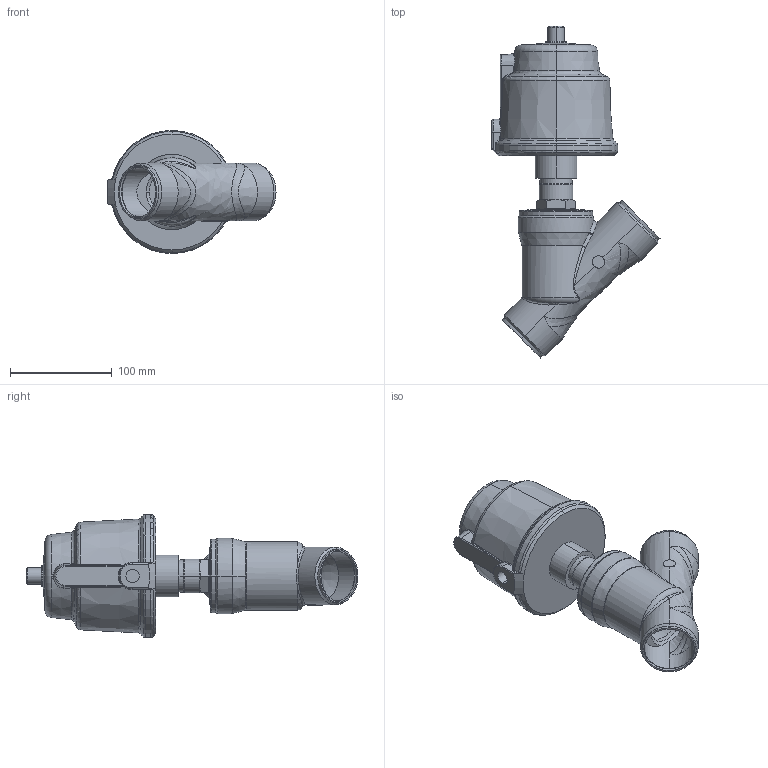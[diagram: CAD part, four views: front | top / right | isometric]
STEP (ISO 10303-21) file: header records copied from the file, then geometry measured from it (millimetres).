
FILE_DESCRIPTION (( 'STEP AP203' ), '1' );
FILE_NAME ('100DN50H25-DIN11850.STEP', '2023-02-14T06:46:00', ( '' ), ( '' ), 'SwSTEP 2.0', 'SolidWorks 2014', '' );
FILE_SCHEMA (( 'CONFIG_CONTROL_DESIGN' ));
Length unit declared in the file: millimetre
Products named in the file (4): DN50爾諉概极11850.2; 蟀諉50-12H25; H2000 100ͷ; 100DN50H25-DIN11850
Assembly tree (3 placements, depth 2):
  100DN50H25-DIN11850
    H2000 100ͷ
    蟀諉50-12H25
    DN50爾諉概极11850.2
Bounding box: 165.18 x 326.38 x 121 mm (x, y, z)
Volume: 1177483.5 mm3; surface area: 146475.5 mm2
Topology: 3 solids, 3 shells, 422 faces, 1011 edges, 619 vertices
Faces by surface type: plane 131, bspline 121, cylinder 80, cone 53, torus 35, sphere 2
Entity records: 20918 total; most frequent: CARTESIAN_POINT 11589, ORIENTED_EDGE 2018, DIRECTION 1581, EDGE_CURVE 1009, VERTEX_POINT 619, AXIS2_PLACEMENT_3D 575, EDGE_LOOP 454, LINE 431
